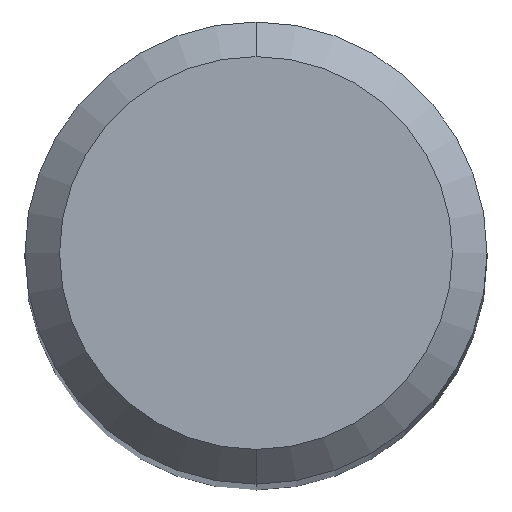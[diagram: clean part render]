
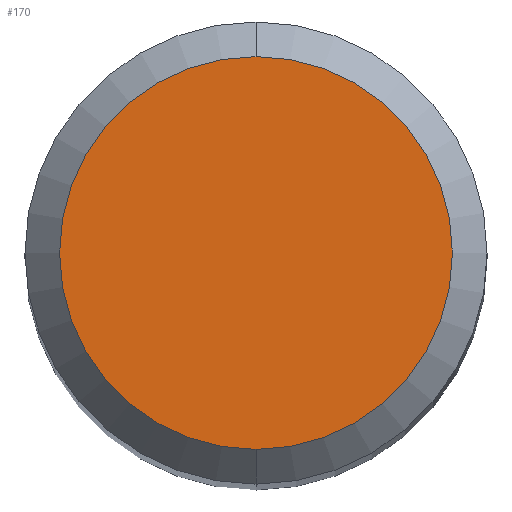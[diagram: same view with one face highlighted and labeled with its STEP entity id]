
A CAD part, top view. The second image highlights one B-rep face of the part: STEP entity #170.
In plain terms, the highlighted planar face has unit normal (0, 0, 1).
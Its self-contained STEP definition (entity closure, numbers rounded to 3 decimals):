
#106=EDGE_CURVE('',#122,#198,#260,.T.);
#122=VERTEX_POINT('',#277);
#156=EDGE_CURVE('',#198,#122,#316,.T.);
#170=ADVANCED_FACE('',(#330),#331,.T.);
#198=VERTEX_POINT('',#362);
#260=CIRCLE('',#419,1.7);
#277=CARTESIAN_POINT('',(0.0,1.7,0.0));
#316=CIRCLE('',#487,1.7);
#330=FACE_OUTER_BOUND('',#506,.T.);
#331=PLANE('',#507);
#362=CARTESIAN_POINT('',(0.,-1.7,0.0));
#419=AXIS2_PLACEMENT_3D('',#617,#618,#619);
#487=AXIS2_PLACEMENT_3D('',#687,#688,#689);
#506=EDGE_LOOP('',(#696,#697));
#507=AXIS2_PLACEMENT_3D('',#698,#699,#700);
#617=CARTESIAN_POINT('',(0.0,0.0,0.0));
#618=DIRECTION('',(0.0,0.0,-1.0));
#619=DIRECTION('',(0.0,1.0,0.0));
#687=CARTESIAN_POINT('',(0.0,0.0,0.0));
#688=DIRECTION('',(0.0,0.0,-1.0));
#689=DIRECTION('',(0.0,1.0,0.0));
#696=ORIENTED_EDGE('',*,*,#106,.F.);
#697=ORIENTED_EDGE('',*,*,#156,.F.);
#698=CARTESIAN_POINT('',(0.0,0.85,0.0));
#699=DIRECTION('',(-0.0,0.0,1.0));
#700=DIRECTION('',(0.0,-1.0,0.0));
